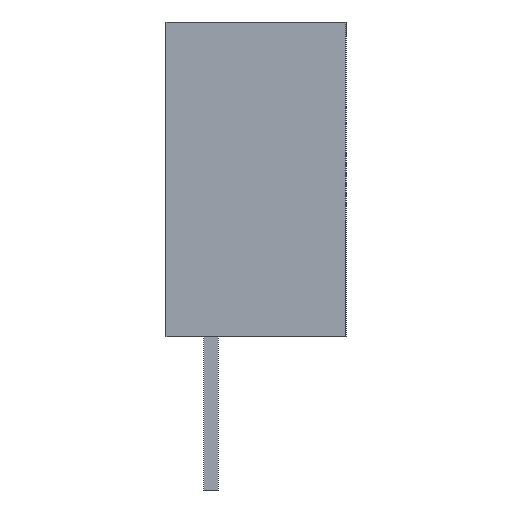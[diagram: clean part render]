
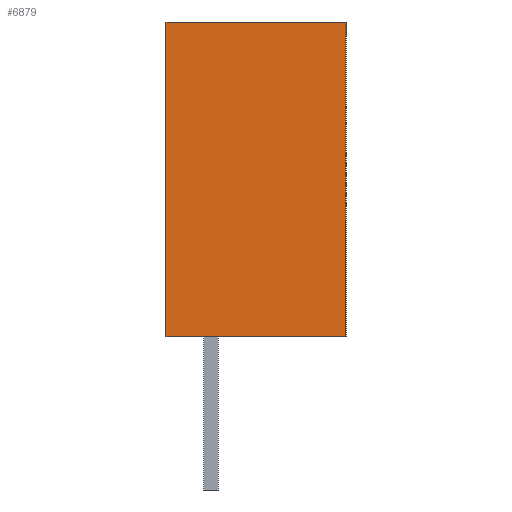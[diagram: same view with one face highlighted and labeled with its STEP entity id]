
A CAD part, left-side view. The second image highlights one B-rep face of the part: STEP entity #6879.
In plain terms, the highlighted planar face has unit normal (-1, 0, 0).
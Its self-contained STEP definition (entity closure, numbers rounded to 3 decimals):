
#1222 = VERTEX_POINT('',#1223);
#1223 = CARTESIAN_POINT('',(-38.354,8.89,2.54));
#1229 = EDGE_CURVE('',#1222,#1230,#1232,.T.);
#1230 = VERTEX_POINT('',#1231);
#1231 = CARTESIAN_POINT('',(-38.354,0.,2.54));
#1232 = LINE('',#1233,#1234);
#1233 = CARTESIAN_POINT('',(-38.354,8.89,2.54));
#1234 = VECTOR('',#1235,1.);
#1235 = DIRECTION('',(0.,-1.,0.));
#1270 = VERTEX_POINT('',#1271);
#1271 = CARTESIAN_POINT('',(-38.354,0.,-2.54));
#1277 = EDGE_CURVE('',#1278,#1270,#1280,.T.);
#1278 = VERTEX_POINT('',#1279);
#1279 = CARTESIAN_POINT('',(-38.354,8.89,-2.54));
#1280 = LINE('',#1281,#1282);
#1281 = CARTESIAN_POINT('',(-38.354,8.89,-2.54));
#1282 = VECTOR('',#1283,1.);
#1283 = DIRECTION('',(0.,-1.,0.));
#1394 = EDGE_CURVE('',#1270,#1230,#1395,.T.);
#1395 = LINE('',#1396,#1397);
#1396 = CARTESIAN_POINT('',(-38.354,0.,-2.54));
#1397 = VECTOR('',#1398,1.);
#1398 = DIRECTION('',(0.,0.,1.));
#5825 = EDGE_CURVE('',#1278,#1222,#5826,.T.);
#5826 = LINE('',#5827,#5828);
#5827 = CARTESIAN_POINT('',(-38.354,8.89,-2.54));
#5828 = VECTOR('',#5829,1.);
#5829 = DIRECTION('',(0.,0.,1.));
#6879 = ADVANCED_FACE('',(#6880),#6886,.F.);
#6880 = FACE_BOUND('',#6881,.T.);
#6881 = EDGE_LOOP('',(#6882,#6883,#6884,#6885));
#6882 = ORIENTED_EDGE('',*,*,#1394,.T.);
#6883 = ORIENTED_EDGE('',*,*,#1229,.F.);
#6884 = ORIENTED_EDGE('',*,*,#5825,.F.);
#6885 = ORIENTED_EDGE('',*,*,#1277,.T.);
#6886 = PLANE('',#6887);
#6887 = AXIS2_PLACEMENT_3D('',#6888,#6889,#6890);
#6888 = CARTESIAN_POINT('',(-38.354,8.89,-2.54));
#6889 = DIRECTION('',(1.,0.,0.));
#6890 = DIRECTION('',(0.,0.,-1.));
